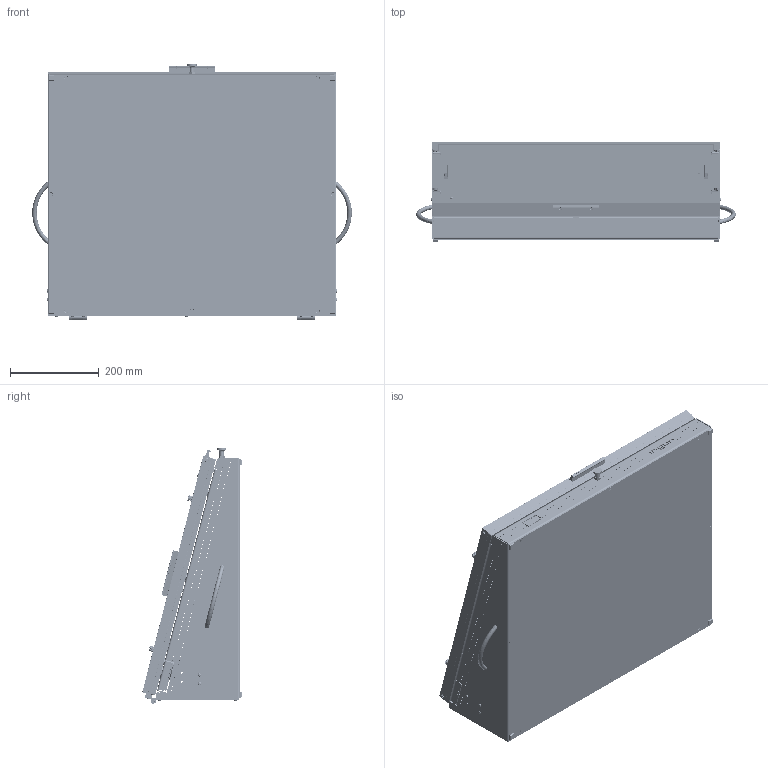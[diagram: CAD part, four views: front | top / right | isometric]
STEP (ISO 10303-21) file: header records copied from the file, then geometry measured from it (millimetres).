
FILE_DESCRIPTION (( 'STEP AP214' ), '1' );
FILE_NAME ('INGUN_32352.STEP', '2021-09-10T09:03:43', ( '' ), ( '' ), 'SwSTEP 2.0', 'SolidWorks 2018', '' );
FILE_SCHEMA (( 'AUTOMOTIVE_DESIGN' ));
Length unit declared in the file: millimetre
Products named in the file (72): 11657~0; DIN912~n_M04,0x008; DIN912~n_M04,0x006; 2578~4; KS-113-Master~-k-s_KS-113 23; DIN7991~n_M04,0x016; 8237~1; 23416~1; GKS-503-0006~0_S; 22453~2; 2865~8; 1571~2; 3069~0; 10770~1; 32354~1_KUNDE<Standard>; ISO7380~n_M04,0x010; 2171~3; 10972~1; 2229~6; 3308~6; 3274~0; 3484~0; DIN7991~n_M03,0x020; DIN7991~n_M04,0x008 VA; 19420~3; 2621~0; 3917~3_M 3 A; DIN6325~n_04,0m6x008; 2348_1~0; 1592~6; KS-103_23_ada~0; 22450~0; 3408~0; 32351~0_S; 2348_3~0; DIN_6799_-_A2~n_d 5; 1656~4; DIN912~n_M05,0x020; DIN912~n_M04,0x010; 22476~0_KUNDE<Standard> ...
Assembly tree (160 placements, depth 5):
  INGUN_32352
    32351~0_S
      21255~1
      23416~1
      2171~3
      10770~1  x2
        10770_1~0
        10770_2~0
      12440~0  x2
      2348~0  x2
        2348_3~0
        2348_4~0
        2348_2~0
        2348_1~0
      DIN_6799_-_A2~n_d 5  x2
      2621~0  x4
      3862~4_165,35ø<Standard>  x2
        3862_1~0
        3862_1~0_#0Standard
        N_1443~0_A 6 x 40
      21112~0  x2
      2511~0
      2719~0  x4
      10972~1  x2
      2273~0  x2
      ISO7380~n_M04,0x008  x13
      ISO7380~n_M04,0x010  x2
      ISO7380~n_M04,0x012  x4
      DIN912~n_M04,0x010  x4
      DIN7991~n_M04,0x008 VA  x8
    32353~0_KUNDE<S>
      32354~1_KUNDE<Standard>
      22477~3
        22450~0
        22452~0  x2
        22453~2
        DIN912~n_M05,0x020  x4
      41861~0
      2196~6  x3
      2229~6  x3
      2579~0
      1592~6
      22476~0_KUNDE<Standard>
      2578~4  x4
      3008~0  x4
      11657~0
      19420~3
      3069~0
      3408~0
        3308~6
          2865~8
          2593~0
          3274~0
          3484~0
          1656~4
          3426~0_S  x2
        GKS-503-0006~0_S
        KS-103_23_ada~0
        DIN912~n_M04,0x006  x2
      8237~1  x2
Bounding box: 719.89 x 224.04 x 575.5 mm (x, y, z)
Volume: 9063807.7 mm3; surface area: 3294636.1 mm2
Topology: 159 solids, 159 shells, 6366 faces, 16788 edges, 10850 vertices
Faces by surface type: cylinder 3234, plane 1839, cone 888, bspline 294, torus 86, sphere 25
Entity records: 120857 total; most frequent: CARTESIAN_POINT 27138, DIRECTION 18348, ORIENTED_EDGE 17176, EDGE_CURVE 8588, AXIS2_PLACEMENT_3D 7131, VERTEX_POINT 5591, EDGE_LOOP 4299, VECTOR 4086
